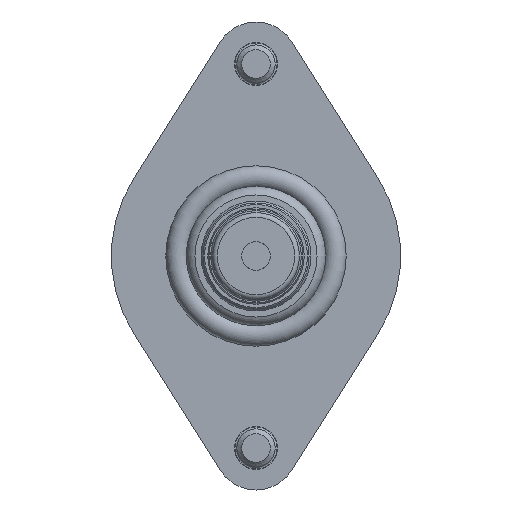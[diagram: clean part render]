
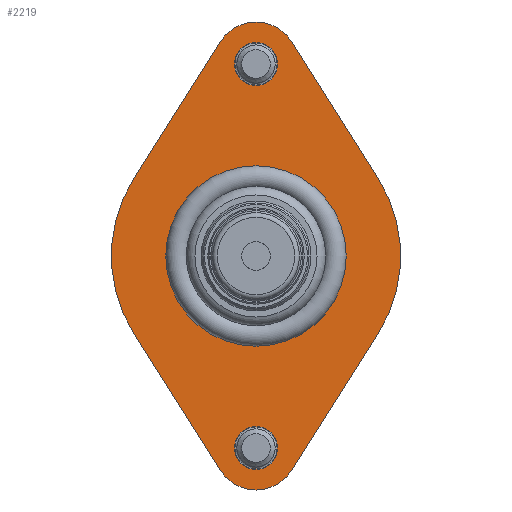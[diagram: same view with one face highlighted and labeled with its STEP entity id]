
A CAD part, left-side view. The second image highlights one B-rep face of the part: STEP entity #2219.
In plain terms, the highlighted planar face has unit normal (-1, 0, 0).
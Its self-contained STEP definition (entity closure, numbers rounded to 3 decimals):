
#131=CIRCLE('',#2348,2.25);
#133=CIRCLE('',#2352,4.4);
#139=CIRCLE('',#2364,4.4);
#140=CIRCLE('',#2366,2.25);
#141=CIRCLE('',#2368,8.938);
#142=CIRCLE('',#2369,15.15);
#143=CIRCLE('',#2370,15.15);
#329=ORIENTED_EDGE('',*,*,#645,.T.);
#330=ORIENTED_EDGE('',*,*,#670,.T.);
#331=ORIENTED_EDGE('',*,*,#671,.F.);
#332=ORIENTED_EDGE('',*,*,#672,.T.);
#333=ORIENTED_EDGE('',*,*,#658,.F.);
#334=ORIENTED_EDGE('',*,*,#669,.F.);
#335=ORIENTED_EDGE('',*,*,#662,.F.);
#336=ORIENTED_EDGE('',*,*,#673,.T.);
#337=ORIENTED_EDGE('',*,*,#647,.F.);
#338=ORIENTED_EDGE('',*,*,#651,.F.);
#339=ORIENTED_EDGE('',*,*,#654,.F.);
#645=EDGE_CURVE('',#818,#818,#131,.T.);
#647=EDGE_CURVE('',#820,#821,#966,.T.);
#651=EDGE_CURVE('',#824,#820,#133,.T.);
#654=EDGE_CURVE('',#826,#824,#971,.T.);
#658=EDGE_CURVE('',#828,#829,#974,.T.);
#662=EDGE_CURVE('',#832,#833,#978,.T.);
#669=EDGE_CURVE('',#833,#828,#139,.T.);
#670=EDGE_CURVE('',#837,#837,#140,.T.);
#671=EDGE_CURVE('',#838,#838,#141,.T.);
#672=EDGE_CURVE('',#826,#829,#142,.T.);
#673=EDGE_CURVE('',#832,#821,#143,.T.);
#818=VERTEX_POINT('',#3151);
#820=VERTEX_POINT('',#3156);
#821=VERTEX_POINT('',#3157);
#824=VERTEX_POINT('',#3165);
#826=VERTEX_POINT('',#3171);
#828=VERTEX_POINT('',#3179);
#829=VERTEX_POINT('',#3180);
#832=VERTEX_POINT('',#3188);
#833=VERTEX_POINT('',#3189);
#837=VERTEX_POINT('',#3204);
#838=VERTEX_POINT('',#3207);
#966=LINE('',#3155,#1050);
#971=LINE('',#3170,#1055);
#974=LINE('',#3178,#1058);
#978=LINE('',#3187,#1062);
#1050=VECTOR('',#2644,1000.);
#1055=VECTOR('',#2657,1000.);
#1058=VECTOR('',#2666,1000.);
#1062=VECTOR('',#2672,1000.);
#1122=EDGE_LOOP('',(#329));
#1123=EDGE_LOOP('',(#330));
#1124=EDGE_LOOP('',(#331));
#1125=EDGE_LOOP('',(#332,#333,#334,#335,#336,#337,#338,#339));
#1311=FACE_BOUND('',#1122,.T.);
#1312=FACE_BOUND('',#1123,.T.);
#1313=FACE_BOUND('',#1124,.T.);
#1314=FACE_BOUND('',#1125,.T.);
#1484=PLANE('',#2367);
#2219=ADVANCED_FACE('',(#1311,#1312,#1313,#1314),#1484,.T.);
#2348=AXIS2_PLACEMENT_3D('',#3150,#2638,#2639);
#2352=AXIS2_PLACEMENT_3D('',#3164,#2650,#2651);
#2364=AXIS2_PLACEMENT_3D('',#3201,#2686,#2687);
#2366=AXIS2_PLACEMENT_3D('',#3203,#2690,#2691);
#2367=AXIS2_PLACEMENT_3D('',#3205,#2692,#2693);
#2368=AXIS2_PLACEMENT_3D('',#3206,#2694,#2695);
#2369=AXIS2_PLACEMENT_3D('',#3208,#2696,#2697);
#2370=AXIS2_PLACEMENT_3D('',#3209,#2698,#2699);
#2638=DIRECTION('',(1.,0.,0.));
#2639=DIRECTION('',(0.,-1.,0.));
#2644=DIRECTION('',(0.,-0.535,-0.845));
#2650=DIRECTION('',(1.,0.,0.));
#2651=DIRECTION('',(0.,-1.,0.));
#2657=DIRECTION('',(0.,-0.535,0.845));
#2666=DIRECTION('',(0.,0.535,0.845));
#2672=DIRECTION('',(0.,0.535,-0.845));
#2686=DIRECTION('',(1.,0.,0.));
#2687=DIRECTION('',(0.,-1.,0.));
#2690=DIRECTION('',(1.,0.,0.));
#2691=DIRECTION('',(0.,-1.,0.));
#2692=DIRECTION('',(-1.,0.,0.));
#2693=DIRECTION('',(0.,0.,1.));
#2694=DIRECTION('',(-1.,0.,0.));
#2695=DIRECTION('',(0.,0.,1.));
#2696=DIRECTION('',(-1.,0.,0.));
#2697=DIRECTION('',(0.,0.,1.));
#2698=DIRECTION('',(-1.,0.,0.));
#2699=DIRECTION('',(0.,0.,1.));
#3150=CARTESIAN_POINT('',(28.5,0.,20.1));
#3151=CARTESIAN_POINT('',(28.5,-2.25,20.1));
#3155=CARTESIAN_POINT('',(28.5,-3.718,22.453));
#3156=CARTESIAN_POINT('',(28.5,-3.718,22.453));
#3157=CARTESIAN_POINT('',(28.5,-12.801,8.103));
#3164=CARTESIAN_POINT('',(28.5,0.,20.1));
#3165=CARTESIAN_POINT('',(28.5,3.718,22.453));
#3170=CARTESIAN_POINT('',(28.5,12.801,8.103));
#3171=CARTESIAN_POINT('',(28.5,12.801,8.103));
#3178=CARTESIAN_POINT('',(28.5,3.718,-22.453));
#3179=CARTESIAN_POINT('',(28.5,3.718,-22.453));
#3180=CARTESIAN_POINT('',(28.5,12.801,-8.103));
#3187=CARTESIAN_POINT('',(28.5,-3.718,-22.453));
#3188=CARTESIAN_POINT('',(28.5,-12.801,-8.103));
#3189=CARTESIAN_POINT('',(28.5,-3.718,-22.453));
#3201=CARTESIAN_POINT('',(28.5,0.,-20.1));
#3203=CARTESIAN_POINT('',(28.5,0.,-20.1));
#3204=CARTESIAN_POINT('',(28.5,-2.25,-20.1));
#3205=CARTESIAN_POINT('',(28.5,0.,7.55));
#3206=CARTESIAN_POINT('',(28.5,0.,0.));
#3207=CARTESIAN_POINT('',(28.5,0.,8.938));
#3208=CARTESIAN_POINT('',(28.5,0.,0.));
#3209=CARTESIAN_POINT('',(28.5,0.,0.));
